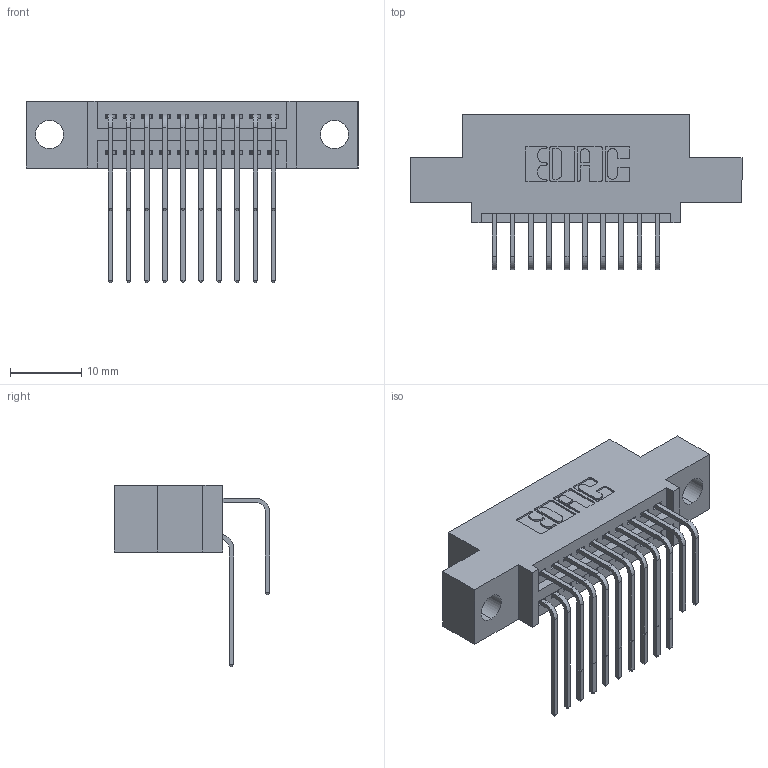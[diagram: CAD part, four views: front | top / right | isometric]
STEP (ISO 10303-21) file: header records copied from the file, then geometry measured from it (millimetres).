
FILE_DESCRIPTION (( 'STEP AP203' ), '1' );
FILE_NAME ('345-020-558-504.STEP', '2021-05-19T21:57:50', ( '' ), ( '' ), 'SwSTEP 2.0', 'SolidWorks 2020', '' );
FILE_SCHEMA (( 'CONFIG_CONTROL_DESIGN' ));
Length unit declared in the file: inch
Products named in the file (4): 345-292-001_558 Tail - 2; 345-020-558-504; 345-292-001_558 559 Tail - 1; 345 Part_0.110 Offset - 0.156 Dia-TI
Assembly tree (21 placements, depth 2):
  345-020-558-504
    345 Part_0.110 Offset - 0.156 Dia-TI
    345-292-001_558 559 Tail - 1  x10
    345-292-001_558 Tail - 2  x10
Bounding box: 46.61 x 21.83 x 25.53 mm (x, y, z)
Volume: 4166.7 mm3; surface area: 6026.2 mm2
Topology: 21 solids, 21 shells, 1184 faces, 3489 edges, 2298 vertices
Faces by surface type: plane 798, cylinder 386
Entity records: 14357 total; most frequent: CARTESIAN_POINT 2489, ORIENTED_EDGE 2370, DIRECTION 2205, EDGE_CURVE 1185, VECTOR 973, LINE 973, VERTEX_POINT 786, AXIS2_PLACEMENT_3D 616
